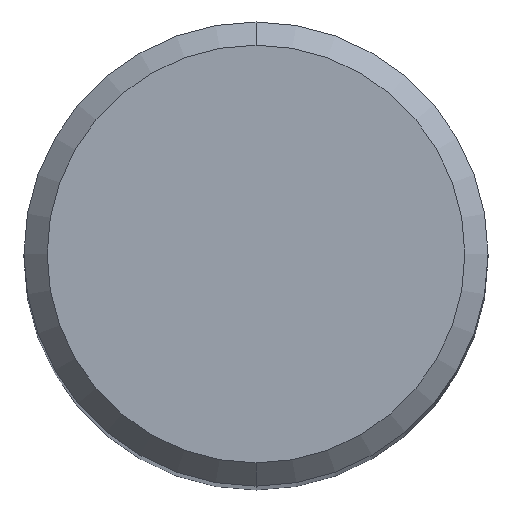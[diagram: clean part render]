
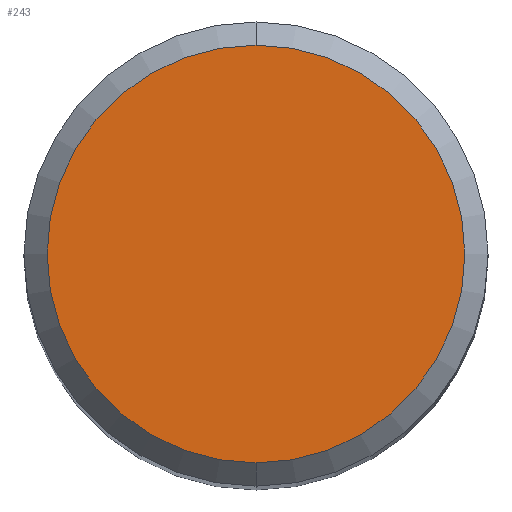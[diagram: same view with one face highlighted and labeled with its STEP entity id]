
A CAD part, top view. The second image highlights one B-rep face of the part: STEP entity #243.
In plain terms, the highlighted planar face has unit normal (0, 0, 1).
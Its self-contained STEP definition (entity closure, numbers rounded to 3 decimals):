
#197=VERTEX_POINT('',#497);
#205=EDGE_CURVE('',#321,#197,#506,.T.);
#243=ADVANCED_FACE('',(#548),#549,.T.);
#271=EDGE_CURVE('',#197,#321,#580,.T.);
#321=VERTEX_POINT('',#637);
#497=CARTESIAN_POINT('',(0.,-3.6,0.0));
#506=CIRCLE('',#871,3.6);
#548=FACE_OUTER_BOUND('',#928,.T.);
#549=PLANE('',#929);
#580=CIRCLE('',#984,3.6);
#637=CARTESIAN_POINT('',(0.0,3.6,0.0));
#871=AXIS2_PLACEMENT_3D('',#1452,#1453,#1454);
#928=EDGE_LOOP('',(#1495,#1496));
#929=AXIS2_PLACEMENT_3D('',#1497,#1498,#1499);
#984=AXIS2_PLACEMENT_3D('',#1537,#1538,#1539);
#1452=CARTESIAN_POINT('',(0.0,0.0,0.0));
#1453=DIRECTION('',(0.0,0.0,-1.0));
#1454=DIRECTION('',(0.0,1.0,0.0));
#1495=ORIENTED_EDGE('',*,*,#205,.F.);
#1496=ORIENTED_EDGE('',*,*,#271,.F.);
#1497=CARTESIAN_POINT('',(0.0,1.8,0.0));
#1498=DIRECTION('',(-0.0,0.0,1.0));
#1499=DIRECTION('',(0.0,-1.0,0.0));
#1537=CARTESIAN_POINT('',(0.0,0.0,0.0));
#1538=DIRECTION('',(0.0,0.0,-1.0));
#1539=DIRECTION('',(0.0,1.0,0.0));
